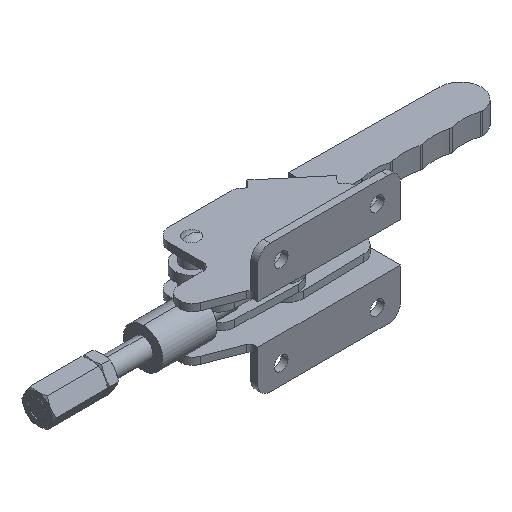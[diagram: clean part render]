
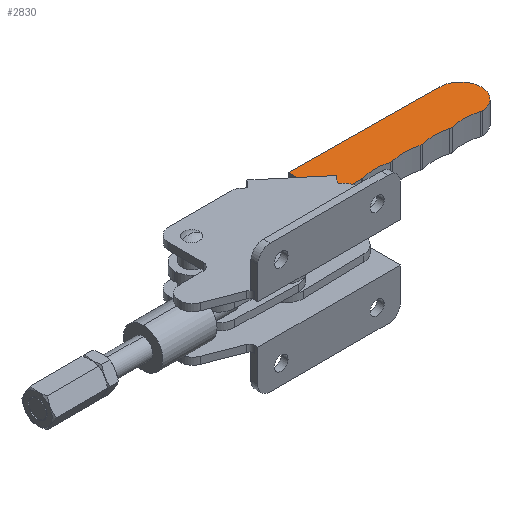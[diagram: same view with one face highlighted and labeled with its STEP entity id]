
A CAD part, isometric view. The second image highlights one B-rep face of the part: STEP entity #2830.
In plain terms, the highlighted planar face has unit normal (0, 0, 1).
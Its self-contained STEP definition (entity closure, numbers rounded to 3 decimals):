
#53 = CIRCLE ( 'NONE', #3426, 3. ) ;
#127 = VERTEX_POINT ( 'NONE', #7916 ) ;
#173 = EDGE_CURVE ( 'NONE', #7562, #7979, #7316, .T. ) ;
#195 = CARTESIAN_POINT ( 'NONE',  ( 72.794, 48.471, -10.2 ) ) ;
#207 = AXIS2_PLACEMENT_3D ( 'NONE', #346, #4738, #997 ) ;
#216 = CIRCLE ( 'NONE', #5227, 32. ) ;
#284 = AXIS2_PLACEMENT_3D ( 'NONE', #4290, #535, #4908 ) ;
#346 = CARTESIAN_POINT ( 'NONE',  ( 84.233, 18.086, -10.2 ) ) ;
#434 = ORIENTED_EDGE ( 'NONE', *, *, #7171, .T. ) ;
#470 = DIRECTION ( 'NONE',  ( 0., 0., 1. ) ) ;
#535 = DIRECTION ( 'NONE',  ( 0., 0., 1. ) ) ;
#614 = VERTEX_POINT ( 'NONE', #195 ) ;
#850 = VERTEX_POINT ( 'NONE', #5131 ) ;
#888 = VECTOR ( 'NONE', #1412, 1000. ) ;
#997 = DIRECTION ( 'NONE',  ( 0.998, 0.057, 0. ) ) ;
#1019 = DIRECTION ( 'NONE',  ( 0., 0., 1. ) ) ;
#1041 = EDGE_CURVE ( 'NONE', #7979, #6115, #2834, .T. ) ;
#1048 = CARTESIAN_POINT ( 'NONE',  ( 36.431, 46.967, -10.2 ) ) ;
#1165 = CIRCLE ( 'NONE', #4203, 3. ) ;
#1380 = EDGE_CURVE ( 'NONE', #5423, #8026, #1165, .T. ) ;
#1412 = DIRECTION ( 'NONE',  ( 0.999, 0.041, 0. ) ) ;
#1445 = VERTEX_POINT ( 'NONE', #2911 ) ;
#1483 = CARTESIAN_POINT ( 'NONE',  ( 34.826, 46.901, -10.2 ) ) ;
#1513 = CARTESIAN_POINT ( 'NONE',  ( 65.508, 17.311, -10.2 ) ) ;
#1720 = ORIENTED_EDGE ( 'NONE', *, *, #7703, .T. ) ;
#1819 = ORIENTED_EDGE ( 'NONE', *, *, #4642, .T. ) ;
#1847 = CIRCLE ( 'NONE', #6241, 32. ) ;
#2102 = DIRECTION ( 'NONE',  ( 0., 0., 1. ) ) ;
#2168 = CARTESIAN_POINT ( 'NONE',  ( 46.265, 16.515, -10.2 ) ) ;
#2232 = PLANE ( 'NONE',  #5737 ) ;
#2358 = DIRECTION ( 'NONE',  ( 0.041, -0.999, 0. ) ) ;
#2396 = EDGE_CURVE ( 'NONE', #614, #127, #53, .T. ) ;
#2398 = CARTESIAN_POINT ( 'NONE',  ( 16.207, 45.815, -10.2 ) ) ;
#2454 = CARTESIAN_POINT ( 'NONE',  ( 16.207, 45.815, -10.2 ) ) ;
#2668 = ORIENTED_EDGE ( 'NONE', *, *, #4548, .T. ) ;
#2741 = ORIENTED_EDGE ( 'NONE', *, *, #2396, .T. ) ;
#2811 = DIRECTION ( 'NONE',  ( 0.998, 0.057, 0. ) ) ;
#2830 = ADVANCED_FACE ( 'NONE', ( #4438 ), #2232, .T. ) ;
#2834 = CIRCLE ( 'NONE', #6610, 3. ) ;
#2911 = CARTESIAN_POINT ( 'NONE',  ( -5.07, 71.958, -10.2 ) ) ;
#3006 = CIRCLE ( 'NONE', #5056, 32. ) ;
#3015 = ORIENTED_EDGE ( 'NONE', *, *, #6778, .T. ) ;
#3196 = VERTEX_POINT ( 'NONE', #1483 ) ;
#3216 = ORIENTED_EDGE ( 'NONE', *, *, #1380, .T. ) ;
#3230 = DIRECTION ( 'NONE',  ( 0.998, 0.057, 0. ) ) ;
#3267 = DIRECTION ( 'NONE',  ( 0., 0., -1. ) ) ;
#3347 = ORIENTED_EDGE ( 'NONE', *, *, #7125, .T. ) ;
#3425 = CARTESIAN_POINT ( 'NONE',  ( 54.496, 50.534, -10.2 ) ) ;
#3426 = AXIS2_PLACEMENT_3D ( 'NONE', #5141, #5073, #4456 ) ;
#3545 = ORIENTED_EDGE ( 'NONE', *, *, #7317, .T. ) ;
#3583 = DIRECTION ( 'NONE',  ( 0., 0., 1. ) ) ;
#3586 = CARTESIAN_POINT ( 'NONE',  ( 65.508, 17.311, -10.2 ) ) ;
#3623 = CARTESIAN_POINT ( 'NONE',  ( -5.07, 71.958, -10.2 ) ) ;
#3825 = CARTESIAN_POINT ( 'NONE',  ( -3.954, 44.981, -10.2 ) ) ;
#3910 = LINE ( 'NONE', #5466, #7024 ) ;
#3966 = VERTEX_POINT ( 'NONE', #1048 ) ;
#4203 = AXIS2_PLACEMENT_3D ( 'NONE', #3425, #1019, #7287 ) ;
#4212 = DIRECTION ( 'NONE',  ( 0.998, 0.057, 0. ) ) ;
#4235 = CARTESIAN_POINT ( 'NONE',  ( 35.509, 49.822, -10.2 ) ) ;
#4290 = CARTESIAN_POINT ( 'NONE',  ( 92.035, 62.463, -10.2 ) ) ;
#4438 = FACE_OUTER_BOUND ( 'NONE', #6457, .T. ) ;
#4456 = DIRECTION ( 'NONE',  ( 0.998, 0.057, 0. ) ) ;
#4471 = VERTEX_POINT ( 'NONE', #5927 ) ;
#4548 = EDGE_CURVE ( 'NONE', #8026, #614, #3006, .T. ) ;
#4604 = LINE ( 'NONE', #3623, #7912 ) ;
#4642 = EDGE_CURVE ( 'NONE', #4471, #850, #7272, .T. ) ;
#4738 = DIRECTION ( 'NONE',  ( 0., 0., -1. ) ) ;
#4848 = DIRECTION ( 'NONE',  ( 0.998, 0.057, 0. ) ) ;
#4908 = DIRECTION ( 'NONE',  ( 0.998, 0.057, 0. ) ) ;
#5056 = AXIS2_PLACEMENT_3D ( 'NONE', #3586, #7937, #4212 ) ;
#5073 = DIRECTION ( 'NONE',  ( 0., 0., 1. ) ) ;
#5131 = CARTESIAN_POINT ( 'NONE',  ( 91.477, 75.951, -10.2 ) ) ;
#5141 = CARTESIAN_POINT ( 'NONE',  ( 73.477, 51.392, -10.2 ) ) ;
#5227 = AXIS2_PLACEMENT_3D ( 'NONE', #6986, #3267, #7600 ) ;
#5270 = CIRCLE ( 'NONE', #7576, 3. ) ;
#5318 = CARTESIAN_POINT ( 'NONE',  ( 17.065, 45.978, -10.2 ) ) ;
#5423 = VERTEX_POINT ( 'NONE', #7662 ) ;
#5466 = CARTESIAN_POINT ( 'NONE',  ( -3.954, 44.981, -10.2 ) ) ;
#5687 = VERTEX_POINT ( 'NONE', #7972 ) ;
#5737 = AXIS2_PLACEMENT_3D ( 'NONE', #1513, #6311, #3230 ) ;
#5849 = CARTESIAN_POINT ( 'NONE',  ( 92.891, 51.998, -10.2 ) ) ;
#5914 = EDGE_CURVE ( 'NONE', #6115, #3196, #216, .T. ) ;
#5927 = CARTESIAN_POINT ( 'NONE',  ( 93.136, 49.008, -10.2 ) ) ;
#6115 = VERTEX_POINT ( 'NONE', #5318 ) ;
#6144 = AXIS2_PLACEMENT_3D ( 'NONE', #4235, #470, #4848 ) ;
#6182 = CARTESIAN_POINT ( 'NONE',  ( 55.44, 47.686, -10.2 ) ) ;
#6241 = AXIS2_PLACEMENT_3D ( 'NONE', #2168, #6534, #2811 ) ;
#6269 = DIRECTION ( 'NONE',  ( 0.998, 0.057, 0. ) ) ;
#6311 = DIRECTION ( 'NONE',  ( 0., 0., 1. ) ) ;
#6423 = ORIENTED_EDGE ( 'NONE', *, *, #173, .T. ) ;
#6457 = EDGE_LOOP ( 'NONE', ( #2668, #2741, #434, #1720, #1819, #8053, #3545, #6423, #6771, #6827, #3015, #3347, #3216 ) ) ;
#6470 = DIRECTION ( 'NONE',  ( 0.998, 0.057, 0. ) ) ;
#6534 = DIRECTION ( 'NONE',  ( 0., 0., -1. ) ) ;
#6610 = AXIS2_PLACEMENT_3D ( 'NONE', #6682, #3583, #6269 ) ;
#6682 = CARTESIAN_POINT ( 'NONE',  ( 16.083, 48.812, -10.2 ) ) ;
#6771 = ORIENTED_EDGE ( 'NONE', *, *, #1041, .T. ) ;
#6778 = EDGE_CURVE ( 'NONE', #3196, #3966, #7219, .T. ) ;
#6790 = EDGE_CURVE ( 'NONE', #850, #1445, #4604, .T. ) ;
#6827 = ORIENTED_EDGE ( 'NONE', *, *, #5914, .T. ) ;
#6986 = CARTESIAN_POINT ( 'NONE',  ( 27.541, 15.741, -10.2 ) ) ;
#7024 = VECTOR ( 'NONE', #2358, 1000. ) ;
#7125 = EDGE_CURVE ( 'NONE', #3966, #5423, #1847, .T. ) ;
#7171 = EDGE_CURVE ( 'NONE', #127, #5687, #7892, .T. ) ;
#7219 = CIRCLE ( 'NONE', #6144, 3. ) ;
#7272 = CIRCLE ( 'NONE', #284, 13.5 ) ;
#7287 = DIRECTION ( 'NONE',  ( 0.998, 0.057, 0. ) ) ;
#7316 = LINE ( 'NONE', #2454, #888 ) ;
#7317 = EDGE_CURVE ( 'NONE', #1445, #7562, #3910, .T. ) ;
#7562 = VERTEX_POINT ( 'NONE', #3825 ) ;
#7576 = AXIS2_PLACEMENT_3D ( 'NONE', #5849, #2102, #6470 ) ;
#7600 = DIRECTION ( 'NONE',  ( 0.998, 0.057, 0. ) ) ;
#7662 = CARTESIAN_POINT ( 'NONE',  ( 53.791, 47.618, -10.2 ) ) ;
#7703 = EDGE_CURVE ( 'NONE', #5687, #4471, #5270, .T. ) ;
#7892 = CIRCLE ( 'NONE', #207, 32. ) ;
#7912 = VECTOR ( 'NONE', #7959, 1000. ) ;
#7916 = CARTESIAN_POINT ( 'NONE',  ( 74.399, 48.537, -10.2 ) ) ;
#7937 = DIRECTION ( 'NONE',  ( 0., 0., -1. ) ) ;
#7959 = DIRECTION ( 'NONE',  ( -0.999, -0.041, 0. ) ) ;
#7972 = CARTESIAN_POINT ( 'NONE',  ( 92.149, 49.091, -10.2 ) ) ;
#7979 = VERTEX_POINT ( 'NONE', #2398 ) ;
#8026 = VERTEX_POINT ( 'NONE', #6182 ) ;
#8053 = ORIENTED_EDGE ( 'NONE', *, *, #6790, .T. ) ;
